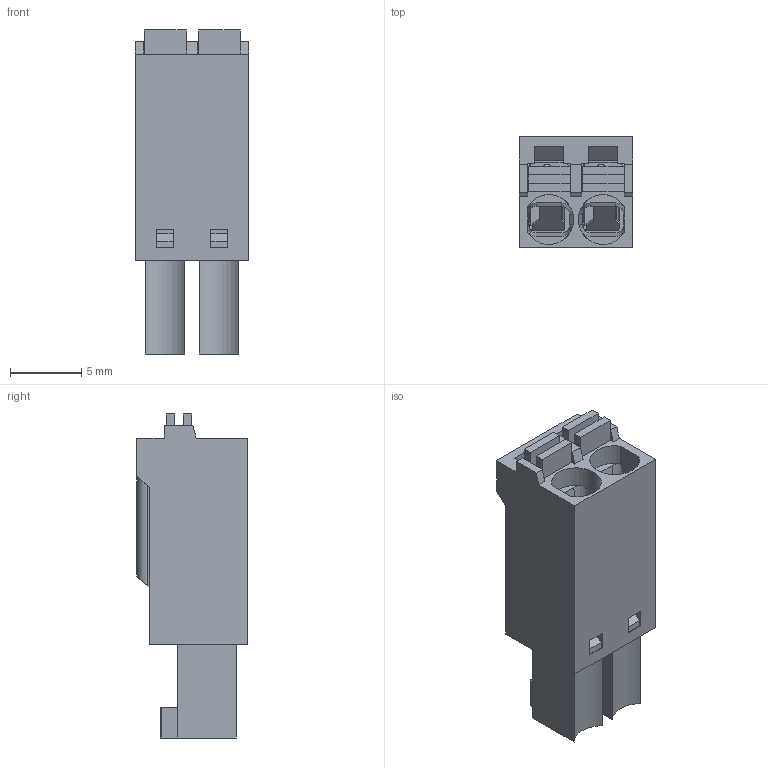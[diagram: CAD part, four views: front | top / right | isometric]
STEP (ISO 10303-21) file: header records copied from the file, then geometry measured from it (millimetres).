
FILE_DESCRIPTION(/* description */ ('Unknown'),/* implementation_level */ '2;1');
FILE_NAME(/* name */ '691304330002',/* time_stamp */ '2018-04-25T17:05:42+02:00',/* author */ ('Unknown'),/* organization */ ('Unknown'),/* preprocessor_version */ 'ST-DEVELOPER v16.7',/* originating_system */ 'DEX',/* authorisation */ $);
FILE_SCHEMA (('AUTOMOTIVE_DESIGN {1 0 10303 214 3 1 1}'));
Length unit declared in the file: millimetre
Products named in the file (6): 6913043000xx; 691304300002; 691304300002_Bas; 6913043000xx_Levier; 6913043000xx_Lamelle; 6913043000xx_Pin
Assembly tree (8 placements, depth 2):
  6913043000xx
    691304300002
    691304300002_Bas
    6913043000xx_Levier  x2
    6913043000xx_Lamelle  x2
    6913043000xx_Pin  x2
Bounding box: 8.02 x 7.8 x 22.8 mm (x, y, z)
Volume: 641.6 mm3; surface area: 2316.2 mm2
Topology: 8 solids, 8 shells, 608 faces, 1714 edges, 1120 vertices
Faces by surface type: plane 478, cylinder 120, cone 10
Full cylindrical faces by diameter (mm): 1.2 x2
Entity records: 14960 total; most frequent: CARTESIAN_POINT 2701, ORIENTED_EDGE 2610, DIRECTION 2391, EDGE_CURVE 1305, LINE 1115, VECTOR 1115, VERTEX_POINT 860, AXIS2_PLACEMENT_3D 638
